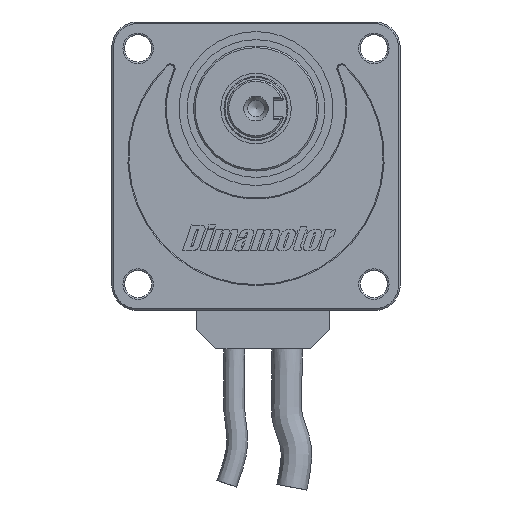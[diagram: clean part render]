
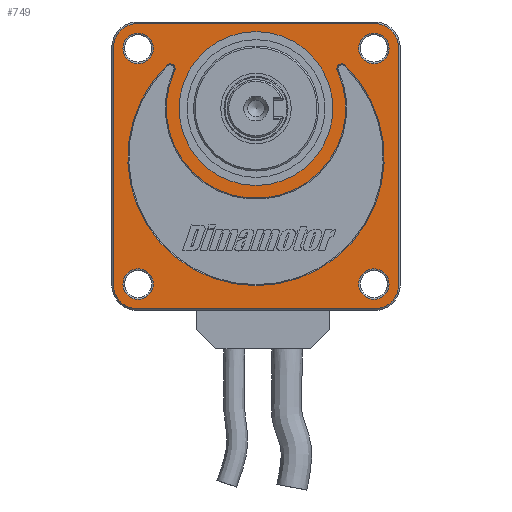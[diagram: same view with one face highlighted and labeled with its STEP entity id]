
A CAD part, front view. The second image highlights one B-rep face of the part: STEP entity #749.
In plain terms, the highlighted planar face has unit normal (0, -1, 0).
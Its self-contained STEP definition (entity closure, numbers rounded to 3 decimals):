
#749 = ADVANCED_FACE( '', ( #1951, #1952, #1953, #1954, #1955, #1956, #1957 ), #1958, .T. );
#1951 = FACE_BOUND( '', #3750, .T. );
#1952 = FACE_BOUND( '', #3751, .T. );
#1953 = FACE_BOUND( '', #3752, .T. );
#1954 = FACE_BOUND( '', #3753, .T. );
#1955 = FACE_OUTER_BOUND( '', #3754, .T. );
#1956 = FACE_BOUND( '', #3755, .T. );
#1957 = FACE_BOUND( '', #3756, .T. );
#1958 = PLANE( '', #3757 );
#3750 = EDGE_LOOP( '', ( #6261 ) );
#3751 = EDGE_LOOP( '', ( #6262 ) );
#3752 = EDGE_LOOP( '', ( #6263 ) );
#3753 = EDGE_LOOP( '', ( #6264 ) );
#3754 = EDGE_LOOP( '', ( #6265, #6266, #6267, #6268, #6269, #6270, #6271, #6272 ) );
#3755 = EDGE_LOOP( '', ( #6273 ) );
#3756 = EDGE_LOOP( '', ( #6274, #6275, #6276, #6277 ) );
#3757 = AXIS2_PLACEMENT_3D( '', #6278, #6279, #6280 );
#6261 = ORIENTED_EDGE( '', *, *, #11223, .T. );
#6262 = ORIENTED_EDGE( '', *, *, #11224, .T. );
#6263 = ORIENTED_EDGE( '', *, *, #11225, .T. );
#6264 = ORIENTED_EDGE( '', *, *, #11226, .T. );
#6265 = ORIENTED_EDGE( '', *, *, #11227, .T. );
#6266 = ORIENTED_EDGE( '', *, *, #11228, .T. );
#6267 = ORIENTED_EDGE( '', *, *, #11229, .T. );
#6268 = ORIENTED_EDGE( '', *, *, #11230, .T. );
#6269 = ORIENTED_EDGE( '', *, *, #11231, .T. );
#6270 = ORIENTED_EDGE( '', *, *, #11232, .T. );
#6271 = ORIENTED_EDGE( '', *, *, #11052, .T. );
#6272 = ORIENTED_EDGE( '', *, *, #11233, .T. );
#6273 = ORIENTED_EDGE( '', *, *, #11234, .T. );
#6274 = ORIENTED_EDGE( '', *, *, #11235, .T. );
#6275 = ORIENTED_EDGE( '', *, *, #11236, .T. );
#6276 = ORIENTED_EDGE( '', *, *, #11237, .T. );
#6277 = ORIENTED_EDGE( '', *, *, #11238, .T. );
#6278 = CARTESIAN_POINT( '', ( 0., -57., 0. ) );
#6279 = DIRECTION( '', ( 0., -1., 0. ) );
#6280 = DIRECTION( '', ( 0., 0., -1. ) );
#11052 = EDGE_CURVE( '', #12940, #12945, #12947, .T. );
#11223 = EDGE_CURVE( '', #13244, #13244, #13245, .F. );
#11224 = EDGE_CURVE( '', #13246, #13246, #13247, .F. );
#11225 = EDGE_CURVE( '', #13248, #13248, #13249, .F. );
#11226 = EDGE_CURVE( '', #13250, #13250, #13251, .F. );
#11227 = EDGE_CURVE( '', #13252, #13253, #13254, .T. );
#11228 = EDGE_CURVE( '', #13253, #13255, #13256, .T. );
#11229 = EDGE_CURVE( '', #13255, #13257, #13258, .T. );
#11230 = EDGE_CURVE( '', #13257, #13259, #13260, .T. );
#11231 = EDGE_CURVE( '', #13259, #13261, #13262, .T. );
#11232 = EDGE_CURVE( '', #13261, #12940, #13263, .T. );
#11233 = EDGE_CURVE( '', #12945, #13252, #13264, .T. );
#11234 = EDGE_CURVE( '', #13265, #13265, #13266, .T. );
#11235 = EDGE_CURVE( '', #13267, #13268, #13269, .T. );
#11236 = EDGE_CURVE( '', #13268, #13270, #13271, .T. );
#11237 = EDGE_CURVE( '', #13270, #13272, #13273, .T. );
#11238 = EDGE_CURVE( '', #13272, #13267, #13274, .T. );
#12940 = VERTEX_POINT( '', #15784 );
#12945 = VERTEX_POINT( '', #15790 );
#12947 = CIRCLE( '', #15793, 7.5 );
#13244 = VERTEX_POINT( '', #16255 );
#13245 = CIRCLE( '', #16256, 4.75 );
#13246 = VERTEX_POINT( '', #16257 );
#13247 = CIRCLE( '', #16258, 4.75 );
#13248 = VERTEX_POINT( '', #16259 );
#13249 = CIRCLE( '', #16260, 4.75 );
#13250 = VERTEX_POINT( '', #16261 );
#13251 = CIRCLE( '', #16262, 4.75 );
#13252 = VERTEX_POINT( '', #16263 );
#13253 = VERTEX_POINT( '', #16264 );
#13254 = CIRCLE( '', #16265, 7.5 );
#13255 = VERTEX_POINT( '', #16266 );
#13256 = LINE( '', #16267, #16268 );
#13257 = VERTEX_POINT( '', #16269 );
#13258 = CIRCLE( '', #16270, 7.5 );
#13259 = VERTEX_POINT( '', #16271 );
#13260 = LINE( '', #16272, #16273 );
#13261 = VERTEX_POINT( '', #16274 );
#13262 = CIRCLE( '', #16275, 7.5 );
#13263 = LINE( '', #16276, #16277 );
#13264 = LINE( '', #16278, #16279 );
#13265 = VERTEX_POINT( '', #16280 );
#13266 = CIRCLE( '', #16281, 24. );
#13267 = VERTEX_POINT( '', #16282 );
#13268 = VERTEX_POINT( '', #16283 );
#13269 = CIRCLE( '', #16284, 28. );
#13270 = VERTEX_POINT( '', #16285 );
#13271 = CIRCLE( '', #16286, 1.5 );
#13272 = VERTEX_POINT( '', #16287 );
#13273 = CIRCLE( '', #16288, 40. );
#13274 = CIRCLE( '', #16289, 1.5 );
#15784 = CARTESIAN_POINT( '', ( 44.5, -57., 37. ) );
#15790 = CARTESIAN_POINT( '', ( 37., -57., 44.5 ) );
#15793 = AXIS2_PLACEMENT_3D( '', #20203, #20204, #20205 );
#16255 = CARTESIAN_POINT( '', ( 36.77, -57., -41.52 ) );
#16256 = AXIS2_PLACEMENT_3D( '', #20435, #20436, #20437 );
#16257 = CARTESIAN_POINT( '', ( 36.77, -57., 32.02 ) );
#16258 = AXIS2_PLACEMENT_3D( '', #20438, #20439, #20440 );
#16259 = CARTESIAN_POINT( '', ( -36.77, -57., -41.52 ) );
#16260 = AXIS2_PLACEMENT_3D( '', #20441, #20442, #20443 );
#16261 = CARTESIAN_POINT( '', ( -36.77, -57., 32.02 ) );
#16262 = AXIS2_PLACEMENT_3D( '', #20444, #20445, #20446 );
#16263 = CARTESIAN_POINT( '', ( -37., -57., 44.5 ) );
#16264 = CARTESIAN_POINT( '', ( -44.5, -57., 37. ) );
#16265 = AXIS2_PLACEMENT_3D( '', #20447, #20448, #20449 );
#16266 = CARTESIAN_POINT( '', ( -44.5, -57., -37. ) );
#16267 = CARTESIAN_POINT( '', ( -44.5, -57., 0. ) );
#16268 = VECTOR( '', #20450, 1000. );
#16269 = CARTESIAN_POINT( '', ( -37., -57., -44.5 ) );
#16270 = AXIS2_PLACEMENT_3D( '', #20451, #20452, #20453 );
#16271 = CARTESIAN_POINT( '', ( 37., -57., -44.5 ) );
#16272 = CARTESIAN_POINT( '', ( 0., -57., -44.5 ) );
#16273 = VECTOR( '', #20454, 1000. );
#16274 = CARTESIAN_POINT( '', ( 44.5, -57., -37. ) );
#16275 = AXIS2_PLACEMENT_3D( '', #20455, #20456, #20457 );
#16276 = CARTESIAN_POINT( '', ( 44.5, -57., 0. ) );
#16277 = VECTOR( '', #20458, 1000. );
#16278 = CARTESIAN_POINT( '', ( 0., -57., 44.5 ) );
#16279 = VECTOR( '', #20459, 1000. );
#16280 = CARTESIAN_POINT( '', ( 24., -57., 18. ) );
#16281 = AXIS2_PLACEMENT_3D( '', #20460, #20461, #20462 );
#16282 = CARTESIAN_POINT( '', ( -25.391, -57., 29.802 ) );
#16283 = CARTESIAN_POINT( '', ( 25.391, -57., 29.802 ) );
#16284 = AXIS2_PLACEMENT_3D( '', #20463, #20464, #20465 );
#16285 = CARTESIAN_POINT( '', ( 27.794, -57., 31.513 ) );
#16286 = AXIS2_PLACEMENT_3D( '', #20466, #20467, #20468 );
#16287 = CARTESIAN_POINT( '', ( -27.794, -57., 31.513 ) );
#16288 = AXIS2_PLACEMENT_3D( '', #20469, #20470, #20471 );
#16289 = AXIS2_PLACEMENT_3D( '', #20472, #20473, #20474 );
#20203 = CARTESIAN_POINT( '', ( 37., -57., 37. ) );
#20204 = DIRECTION( '', ( 0., -1., 0. ) );
#20205 = DIRECTION( '', ( 0., 0., -1. ) );
#20435 = CARTESIAN_POINT( '', ( 36.77, -57., -36.77 ) );
#20436 = DIRECTION( '', ( 0., -1., 0. ) );
#20437 = DIRECTION( '', ( 0., 0., -1. ) );
#20438 = CARTESIAN_POINT( '', ( 36.77, -57., 36.77 ) );
#20439 = DIRECTION( '', ( 0., -1., 0. ) );
#20440 = DIRECTION( '', ( 0., 0., -1. ) );
#20441 = CARTESIAN_POINT( '', ( -36.77, -57., -36.77 ) );
#20442 = DIRECTION( '', ( 0., -1., 0. ) );
#20443 = DIRECTION( '', ( 0., 0., -1. ) );
#20444 = CARTESIAN_POINT( '', ( -36.77, -57., 36.77 ) );
#20445 = DIRECTION( '', ( 0., -1., 0. ) );
#20446 = DIRECTION( '', ( 0., 0., -1. ) );
#20447 = CARTESIAN_POINT( '', ( -37., -57., 37. ) );
#20448 = DIRECTION( '', ( 0., -1., 0. ) );
#20449 = DIRECTION( '', ( 0., 0., -1. ) );
#20450 = DIRECTION( '', ( 0., 0., -1. ) );
#20451 = CARTESIAN_POINT( '', ( -37., -57., -37. ) );
#20452 = DIRECTION( '', ( 0., -1., 0. ) );
#20453 = DIRECTION( '', ( 0., 0., -1. ) );
#20454 = DIRECTION( '', ( 1., 0., 0. ) );
#20455 = CARTESIAN_POINT( '', ( 37., -57., -37. ) );
#20456 = DIRECTION( '', ( 0., -1., 0. ) );
#20457 = DIRECTION( '', ( 0., 0., -1. ) );
#20458 = DIRECTION( '', ( 0., 0., 1. ) );
#20459 = DIRECTION( '', ( -1., 0., 0. ) );
#20460 = CARTESIAN_POINT( '', ( 0., -57., 18. ) );
#20461 = DIRECTION( '', ( 0., 1., 0. ) );
#20462 = DIRECTION( '', ( 1., 0., 0. ) );
#20463 = CARTESIAN_POINT( '', ( 0., -57., 18. ) );
#20464 = DIRECTION( '', ( 0., -1., 0. ) );
#20465 = DIRECTION( '', ( 0., 0., 1. ) );
#20466 = CARTESIAN_POINT( '', ( 26.752, -57., 30.434 ) );
#20467 = DIRECTION( '', ( 0., 1., 0. ) );
#20468 = DIRECTION( '', ( 1., 0., 0. ) );
#20469 = CARTESIAN_POINT( '', ( 0., -57., 2.746 ) );
#20470 = DIRECTION( '', ( 0., 1., 0. ) );
#20471 = DIRECTION( '', ( 0., 0., 1. ) );
#20472 = CARTESIAN_POINT( '', ( -26.752, -57., 30.434 ) );
#20473 = DIRECTION( '', ( 0., 1., 0. ) );
#20474 = DIRECTION( '', ( -1., 0., 0. ) );
